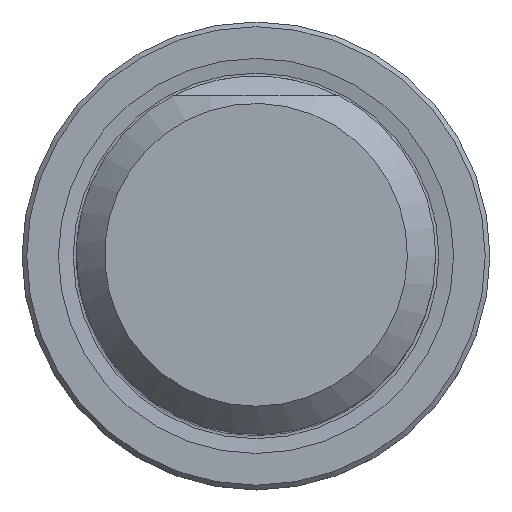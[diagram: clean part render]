
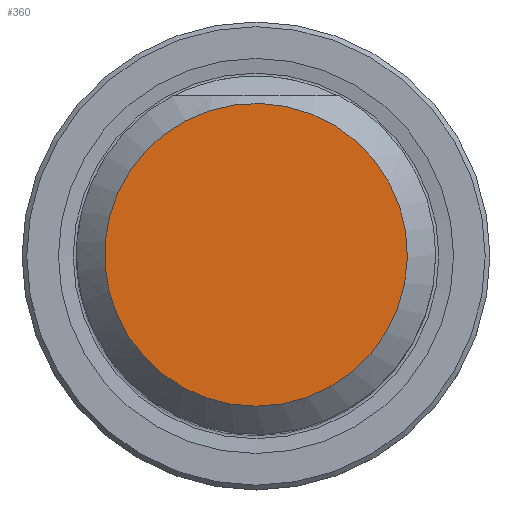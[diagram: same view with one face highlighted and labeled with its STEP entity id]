
A CAD part, top view. The second image highlights one B-rep face of the part: STEP entity #360.
In plain terms, the highlighted planar face has unit normal (0, 0, 1).
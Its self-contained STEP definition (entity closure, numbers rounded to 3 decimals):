
#244=PLANE('',#6071);
#360=ADVANCED_FACE('',(#789),#244,.T.);
#789=FACE_OUTER_BOUND('',#1057,.T.);
#1057=EDGE_LOOP('',(#1697));
#1398=CIRCLE('',#6070,16.046);
#1697=ORIENTED_EDGE('',*,*,#3842,.T.);
#3274=VERTEX_POINT('',#9209);
#3842=EDGE_CURVE('',#3274,#3274,#1398,.T.);
#6070=AXIS2_PLACEMENT_3D('',#9208,#6905,#6906);
#6071=AXIS2_PLACEMENT_3D('',#9210,#6907,#6908);
#6905=DIRECTION('',(0.,0.,1.));
#6906=DIRECTION('',(0.,-1.,0.));
#6907=DIRECTION('',(0.,0.,1.));
#6908=DIRECTION('',(0.,-1.,0.));
#9208=CARTESIAN_POINT('',(0.,0.,70.));
#9209=CARTESIAN_POINT('',(0.,-16.046,70.));
#9210=CARTESIAN_POINT('',(0.,0.,70.));
